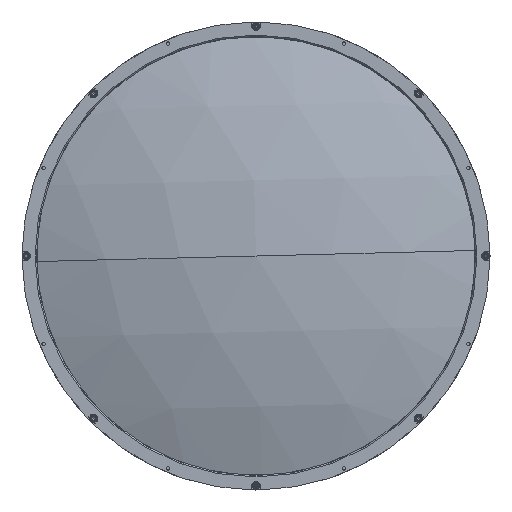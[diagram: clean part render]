
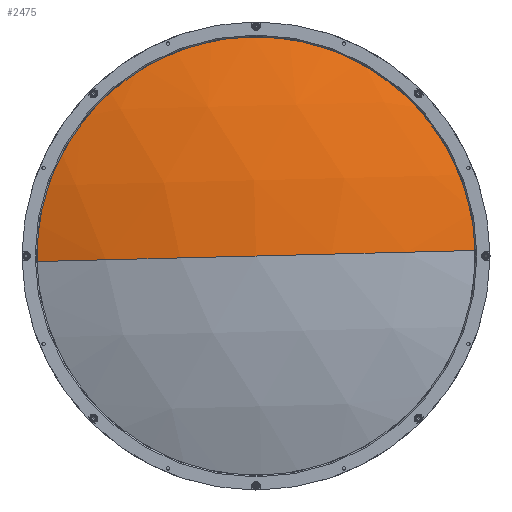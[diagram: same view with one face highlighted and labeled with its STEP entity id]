
A CAD part, left-side view. The second image highlights one B-rep face of the part: STEP entity #2475.
In plain terms, the highlighted spherical face has radius 465.458 mm.
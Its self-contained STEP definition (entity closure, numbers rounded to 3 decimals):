
#377 = CARTESIAN_POINT ( 'NONE',  ( 25.901, 0., 0. ) ) ;
#773 = DIRECTION ( 'NONE',  ( 0., 0.025, 1. ) ) ;
#1172 = CARTESIAN_POINT ( 'NONE',  ( 462.258, 0., 0. ) ) ;
#1656 = DIRECTION ( 'NONE',  ( 0., 0.025, 1. ) ) ;
#2211 = ORIENTED_EDGE ( 'NONE', *, *, #14163, .T. ) ;
#2260 = AXIS2_PLACEMENT_3D ( 'NONE', #11254, #773, #6862 ) ;
#2436 = DIRECTION ( 'NONE',  ( 0., 1., -0.025 ) ) ;
#2444 = AXIS2_PLACEMENT_3D ( 'NONE', #377, #9431, #1656 ) ;
#2475 = ADVANCED_FACE ( 'NONE', ( #2963 ), #6437, .T. ) ;
#2963 = FACE_OUTER_BOUND ( 'NONE', #6635, .T. ) ;
#3169 = VERTEX_POINT ( 'NONE', #9177 ) ;
#3299 = CARTESIAN_POINT ( 'NONE',  ( -3.2, 0., 0. ) ) ;
#3355 = ORIENTED_EDGE ( 'NONE', *, *, #16393, .T. ) ;
#5201 = VERTEX_POINT ( 'NONE', #8149 ) ;
#5278 = DIRECTION ( 'NONE',  ( 0., 0.025, 1. ) ) ;
#5888 = AXIS2_PLACEMENT_3D ( 'NONE', #12992, #5278, #14301 ) ;
#6437 = SPHERICAL_SURFACE ( 'NONE', #2260, 465.458 ) ;
#6635 = EDGE_LOOP ( 'NONE', ( #3355, #2211, #16249 ) ) ;
#6862 = DIRECTION ( 'NONE',  ( 0., -1., 0.025 ) ) ;
#8149 = CARTESIAN_POINT ( 'NONE',  ( 25.901, 161.948, -4.088 ) ) ;
#8609 = VERTEX_POINT ( 'NONE', #3299 ) ;
#8788 = CIRCLE ( 'NONE', #9730, 465.458 ) ;
#9177 = CARTESIAN_POINT ( 'NONE',  ( 25.901, -161.948, 4.088 ) ) ;
#9431 = DIRECTION ( 'NONE',  ( -1., 0., 0. ) ) ;
#9730 = AXIS2_PLACEMENT_3D ( 'NONE', #1172, #10228, #2436 ) ;
#10213 = CIRCLE ( 'NONE', #2444, 162. ) ;
#10228 = DIRECTION ( 'NONE',  ( 0., -0.025, -1. ) ) ;
#10324 = CIRCLE ( 'NONE', #5888, 465.458 ) ;
#11254 = CARTESIAN_POINT ( 'NONE',  ( 462.258, 0., 0. ) ) ;
#12992 = CARTESIAN_POINT ( 'NONE',  ( 462.258, 0., 0. ) ) ;
#14163 = EDGE_CURVE ( 'NONE', #5201, #8609, #10324, .T. ) ;
#14301 = DIRECTION ( 'NONE',  ( 0., -1., 0.025 ) ) ;
#16218 = EDGE_CURVE ( 'NONE', #3169, #8609, #8788, .T. ) ;
#16249 = ORIENTED_EDGE ( 'NONE', *, *, #16218, .F. ) ;
#16393 = EDGE_CURVE ( 'NONE', #3169, #5201, #10213, .T. ) ;
